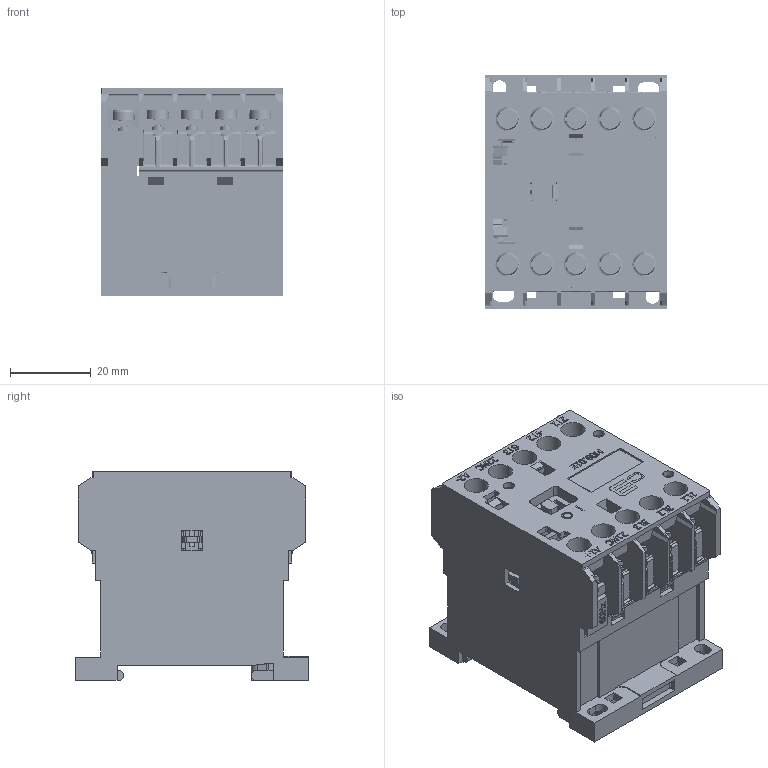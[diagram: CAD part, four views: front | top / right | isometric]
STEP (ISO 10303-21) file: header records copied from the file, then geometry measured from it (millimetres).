
FILE_DESCRIPTION((''),'2;1');
FILE_NAME('12C60118H01.stp','2015-05-22T16:25:25',('rshanor'),(''),'Autodesk Inventor 2013','Autodesk Inventor 2013','');
FILE_SCHEMA(('AUTOMOTIVE_DESIGN { 1 2 10303 214 0 1 1 1 }'));
Length unit declared in the file: millimetre
Products named in the file (1): 12C60118H01
Bounding box: 45 x 58 x 51.75 mm (x, y, z)
Volume: 49832.3 mm3; surface area: 71941.2 mm2
Topology: 27 solids, 28 shells, 6118 faces, 17752 edges, 11407 vertices
Faces by surface type: plane 4269, cylinder 1249, bspline 406, torus 146, sphere 28, cone 20
Full cylindrical faces by diameter (mm): 1.95 x1, 2 x11, 2.05 x10, 2.1 x20, 2.6 x2, 2.75 x4, 2.9 x20, 3 x20, 3.5 x12, 3.75 x12, 5.45 x10, 6 x10
Entity records: 213554 total; most frequent: CARTESIAN_POINT 46734, ORIENTED_EDGE 35114, DIRECTION 31129, EDGE_CURVE 17557, VECTOR 13697, LINE 13697, VERTEX_POINT 11350, AXIS2_PLACEMENT_3D 8716
